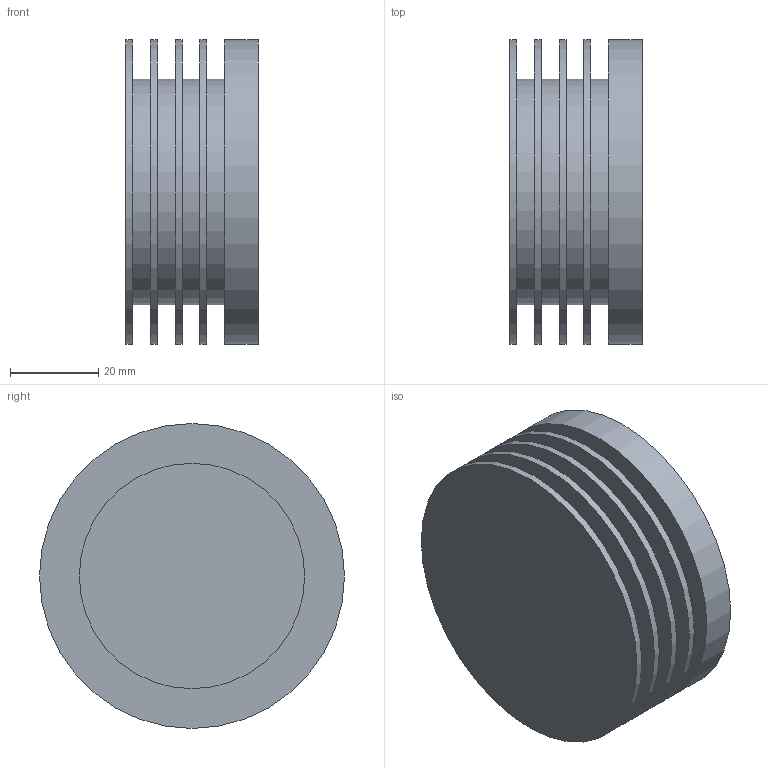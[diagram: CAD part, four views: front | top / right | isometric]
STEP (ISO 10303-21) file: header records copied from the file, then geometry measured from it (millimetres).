
FILE_DESCRIPTION(('FreeCAD Model'),'2;1');
FILE_NAME('Open CASCADE Shape Model','2025-02-04T21:35:22',(''),(''), 'Open CASCADE STEP processor 7.8','FreeCAD','Unknown');
FILE_SCHEMA(('AUTOMOTIVE_DESIGN { 1 0 10303 214 1 1 1 1 }'));
Length unit declared in the file: millimetre
Products named in the file (1): Scurion
Bounding box: 30 x 69 x 69 mm (x, y, z)
Volume: 37873.2 mm3; surface area: 32805.4 mm2
Topology: 2 solids, 2 shells, 27 faces, 38 edges, 26 vertices
Faces by surface type: plane 15, cylinder 11, sphere 1
Full cylindrical faces by diameter (mm): 30 x1, 48 x1, 51 x4, 69 x5
Entity records: 1127 total; most frequent: CARTESIAN_POINT 213, DIRECTION 185, ORIENTED_EDGE 74, PCURVE 74, DEFINITIONAL_REPRESENTATION 74, LINE 58, VECTOR 58, AXIS2_PLACEMENT_3D 54
